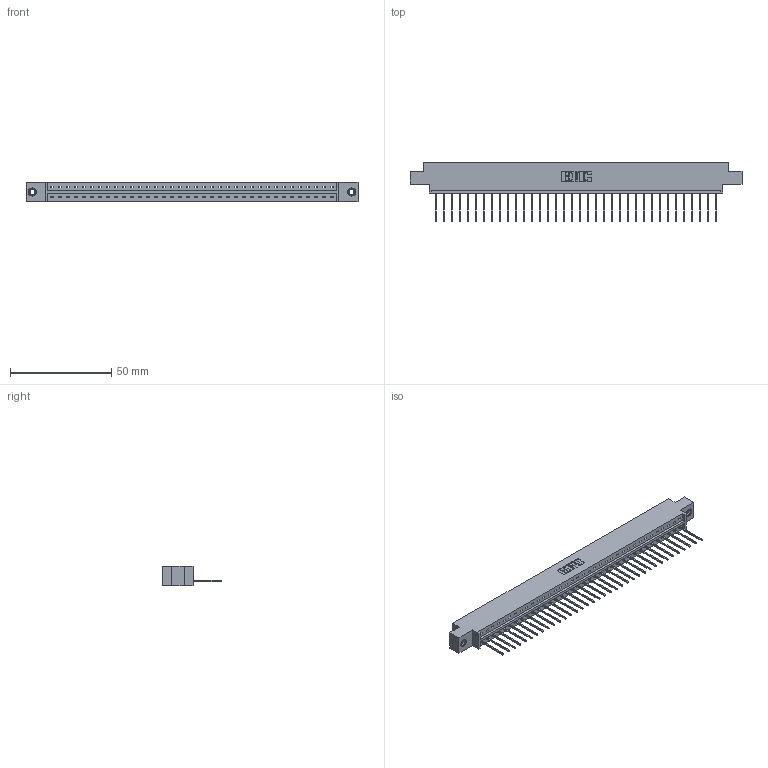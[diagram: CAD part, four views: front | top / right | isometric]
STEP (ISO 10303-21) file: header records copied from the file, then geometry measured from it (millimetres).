
FILE_DESCRIPTION (( 'STEP AP203' ), '1' );
FILE_NAME ('333-036-540-607.STEP', '2018-08-03T00:56:56', ( '' ), ( '' ), 'SwSTEP 2.0', 'SolidWorks 2016', '' );
FILE_SCHEMA (( 'CONFIG_CONTROL_DESIGN' ));
Length unit declared in the file: inch
Products named in the file (4): 333 Part_Offset - .156 Dia - TI; 345-292-001_345-293-140; 345-250-001_345-250-005-103; 333-036-540-607
Assembly tree (39 placements, depth 2):
  333-036-540-607
    333 Part_Offset - .156 Dia - TI
    345-292-001_345-293-140  x36
    345-250-001_345-250-005-103  x2
Bounding box: 164.19 x 29.47 x 9.4 mm (x, y, z)
Volume: 16277.5 mm3; surface area: 18172.2 mm2
Topology: 39 solids, 39 shells, 2266 faces, 6795 edges, 4474 vertices
Faces by surface type: plane 1618, cylinder 632, cone 12, torus 4
Entity records: 24120 total; most frequent: CARTESIAN_POINT 4145, ORIENTED_EDGE 4110, DIRECTION 3541, EDGE_CURVE 2055, LINE 1907, VECTOR 1907, VERTEX_POINT 1364, AXIS2_PLACEMENT_3D 817
